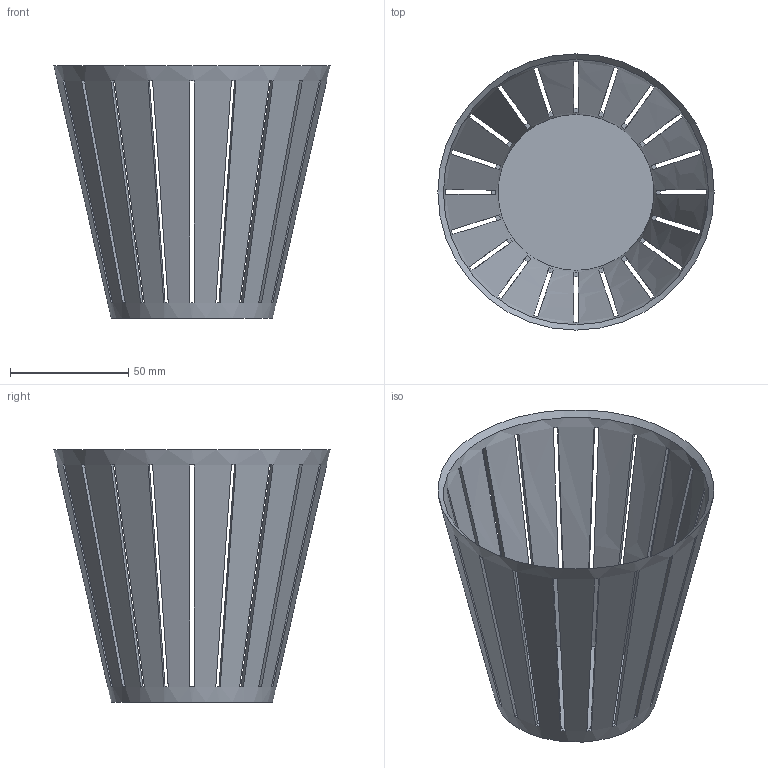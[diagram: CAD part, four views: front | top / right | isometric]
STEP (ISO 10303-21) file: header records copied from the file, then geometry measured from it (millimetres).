
FILE_DESCRIPTION(('FreeCAD Model'),'2;1');
FILE_NAME('basic_flower_pot_11_6_shell_slotted.step','2020-06-01T15:53:29',('Felix Morgner'),(''), 'Open CASCADE STEP processor 7.4','FreeCAD','Unknown');
FILE_SCHEMA(('AUTOMOTIVE_DESIGN { 1 0 10303 214 1 1 1 1 }'));
Length unit declared in the file: millimetre
Products named in the file (2): Slotted_Shell
Assembly tree (1 placements, depth 2):
  Slotted_Shell
    Slotted_Shell
Bounding box: 116.65 x 116.65 x 106.6 mm (x, y, z)
Volume: 56501.9 mm3; surface area: 68265.9 mm2
Topology: 1 solids, 1 shells, 85 faces, 253 edges, 168 vertices
Faces by surface type: plane 82, cone 3
Entity records: 6893 total; most frequent: CARTESIAN_POINT 1826, DIRECTION 979, ORIENTED_EDGE 506, PCURVE 506, DEFINITIONAL_REPRESENTATION 506, LINE 345, VECTOR 345, AXIS2_PLACEMENT_3D 255
